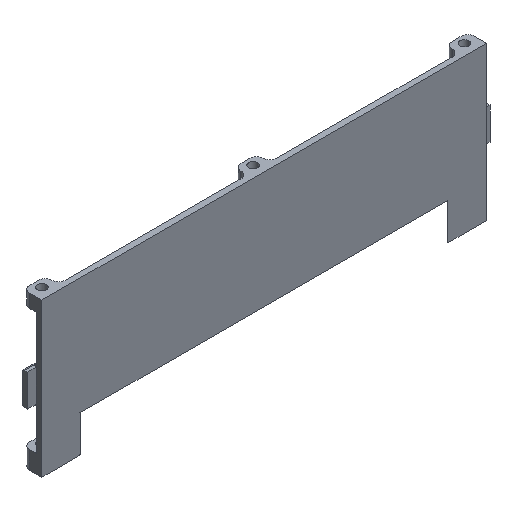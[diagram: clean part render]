
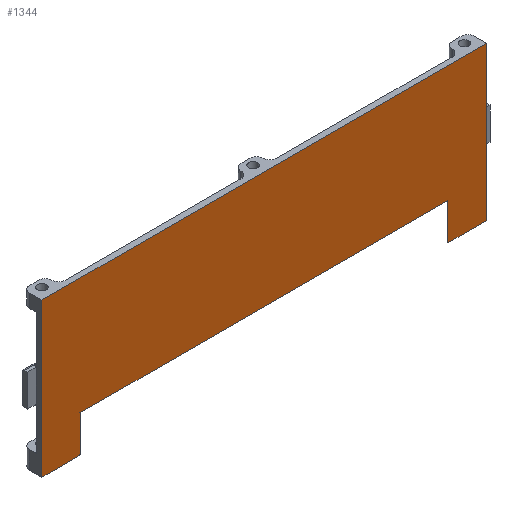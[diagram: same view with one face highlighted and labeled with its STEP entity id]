
A CAD part, isometric view. The second image highlights one B-rep face of the part: STEP entity #1344.
In plain terms, the highlighted planar face has unit normal (0, -1, 0).
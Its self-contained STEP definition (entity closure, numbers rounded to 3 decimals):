
#107=FACE_OUTER_BOUND('',#188,.T.);
#188=EDGE_LOOP('',(#1090,#1091,#1092,#1093,#1094,#1095,#1096,#1097));
#284=LINE('',#2149,#410);
#302=LINE('',#2209,#428);
#304=LINE('',#2214,#430);
#306=LINE('',#2217,#432);
#307=LINE('',#2219,#433);
#308=LINE('',#2222,#434);
#310=LINE('',#2226,#436);
#311=LINE('',#2227,#437);
#410=VECTOR('',#1716,10.);
#428=VECTOR('',#1780,10.);
#430=VECTOR('',#1784,10.);
#432=VECTOR('',#1788,10.);
#433=VECTOR('',#1791,10.);
#434=VECTOR('',#1794,10.);
#436=VECTOR('',#1798,10.);
#437=VECTOR('',#1799,10.);
#618=VERTEX_POINT('',#2146);
#619=VERTEX_POINT('',#2148);
#637=VERTEX_POINT('',#2205);
#638=VERTEX_POINT('',#2207);
#639=VERTEX_POINT('',#2211);
#640=VERTEX_POINT('',#2213);
#641=VERTEX_POINT('',#2221);
#642=VERTEX_POINT('',#2225);
#768=EDGE_CURVE('',#619,#618,#284,.T.);
#799=EDGE_CURVE('',#637,#638,#302,.T.);
#801=EDGE_CURVE('',#640,#639,#304,.T.);
#803=EDGE_CURVE('',#638,#640,#306,.T.);
#804=EDGE_CURVE('',#639,#619,#307,.T.);
#805=EDGE_CURVE('',#641,#637,#308,.T.);
#807=EDGE_CURVE('',#642,#618,#310,.T.);
#808=EDGE_CURVE('',#641,#642,#311,.T.);
#1090=ORIENTED_EDGE('',*,*,#799,.T.);
#1091=ORIENTED_EDGE('',*,*,#803,.T.);
#1092=ORIENTED_EDGE('',*,*,#801,.T.);
#1093=ORIENTED_EDGE('',*,*,#804,.T.);
#1094=ORIENTED_EDGE('',*,*,#768,.T.);
#1095=ORIENTED_EDGE('',*,*,#807,.F.);
#1096=ORIENTED_EDGE('',*,*,#808,.F.);
#1097=ORIENTED_EDGE('',*,*,#805,.T.);
#1291=PLANE('',#1479);
#1344=ADVANCED_FACE('',(#107),#1291,.T.);
#1479=AXIS2_PLACEMENT_3D('',#2224,#1796,#1797);
#1716=DIRECTION('',(0.,0.,1.));
#1780=DIRECTION('',(0.,0.,1.));
#1784=DIRECTION('',(0.,0.,-1.));
#1788=DIRECTION('',(1.,0.,0.));
#1791=DIRECTION('',(1.,0.,0.));
#1794=DIRECTION('',(1.,0.,0.));
#1796=DIRECTION('center_axis',(0.,-1.,0.));
#1797=DIRECTION('ref_axis',(1.,0.,0.));
#1798=DIRECTION('',(1.,0.,0.));
#1799=DIRECTION('',(0.,0.,1.));
#2146=CARTESIAN_POINT('',(99.982,-50.,71.572));
#2148=CARTESIAN_POINT('',(99.982,-50.,2.572));
#2149=CARTESIAN_POINT('',(99.982,-50.,2.572));
#2205=CARTESIAN_POINT('',(-82.5,-50.,2.572));
#2207=CARTESIAN_POINT('',(-82.5,-50.,19.072));
#2209=CARTESIAN_POINT('',(-82.5,-50.,2.572));
#2211=CARTESIAN_POINT('',(82.5,-50.,2.572));
#2213=CARTESIAN_POINT('',(82.5,-50.,19.072));
#2214=CARTESIAN_POINT('',(82.5,-50.,10.822));
#2217=CARTESIAN_POINT('',(-91.259,-50.,19.072));
#2219=CARTESIAN_POINT('',(-100.018,-50.,2.572));
#2221=CARTESIAN_POINT('',(-100.018,-50.,2.572));
#2222=CARTESIAN_POINT('',(-100.018,-50.,2.572));
#2224=CARTESIAN_POINT('Origin',(-100.018,-50.,2.572));
#2225=CARTESIAN_POINT('',(-100.018,-50.,71.572));
#2226=CARTESIAN_POINT('',(-100.018,-50.,71.572));
#2227=CARTESIAN_POINT('',(-100.018,-50.,2.572));
